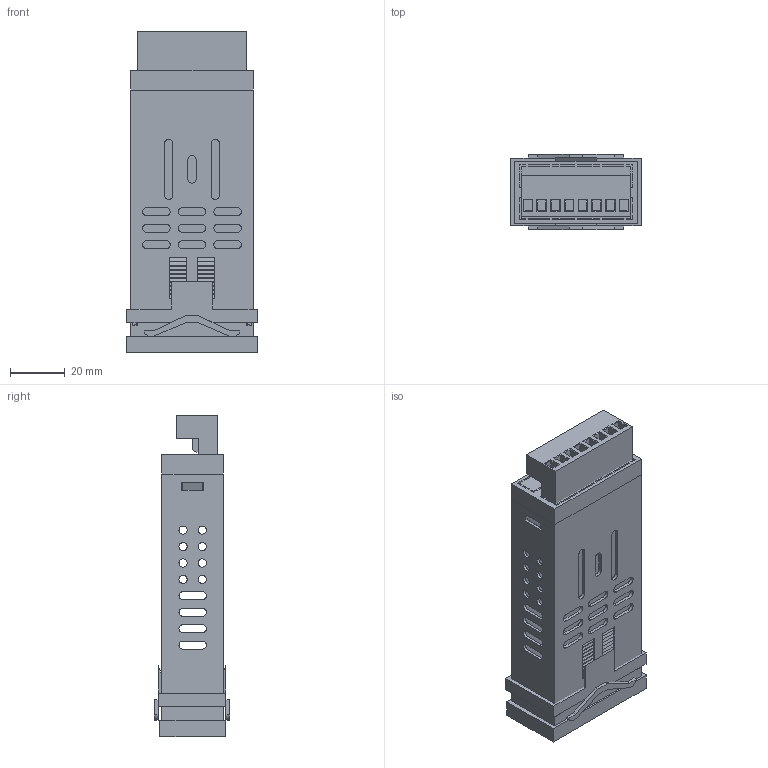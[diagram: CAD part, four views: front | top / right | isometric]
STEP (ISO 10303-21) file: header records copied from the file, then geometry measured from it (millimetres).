
FILE_DESCRIPTION (( 'STEP AP214' ), '1' );
FILE_NAME ('IC-024-04.STEP', '2022-01-17T14:07:46', ( '' ), ( '' ), 'SwSTEP 2.0', 'SolidWorks 2017', '' );
FILE_SCHEMA (( 'AUTOMOTIVE_DESIGN' ));
Length unit declared in the file: millimetre
Products named in the file (20): Case IC-024; IC-024-Horizontal-PCB; Euro Terminal5mm-Plug-In-8Way-Straight; Screw-smallest; IC-024-04; Clamp ICCL-024; Back Plate BP-024-8-16; IC-024BP-PCB; IC-024-Front-PCB; Front Plate FP-024-01-02
Assembly tree (10 placements, depth 2):
  IC-024-Horizontal-PCB
  Euro Terminal5mm-Plug-In-8Way-Straight
  Screw-smallest
  IC-024-04
    Case IC-024
    IC-024BP-PCB
    Front Plate FP-024-01-02
    Euro Terminal5mm-Plug-In-8Way-Straight
    Clamp ICCL-024
    Screw-smallest  x2
    IC-024-Horizontal-PCB
    IC-024-Front-PCB
    Back Plate BP-024-8-16
  Case IC-024
Bounding box: 48 x 27.4 x 117.5 mm (x, y, z)
Volume: 33377.7 mm3; surface area: 52697.4 mm2
Topology: 10 solids, 10 shells, 902 faces, 2569 edges, 1688 vertices
Faces by surface type: plane 711, cylinder 165, cone 10, torus 8, bspline 8
Entity records: 29274 total; most frequent: CARTESIAN_POINT 5220, ORIENTED_EDGE 5008, DIRECTION 4620, EDGE_CURVE 2504, LINE 2104, VECTOR 2104, VERTEX_POINT 1648, AXIS2_PLACEMENT_3D 1258
